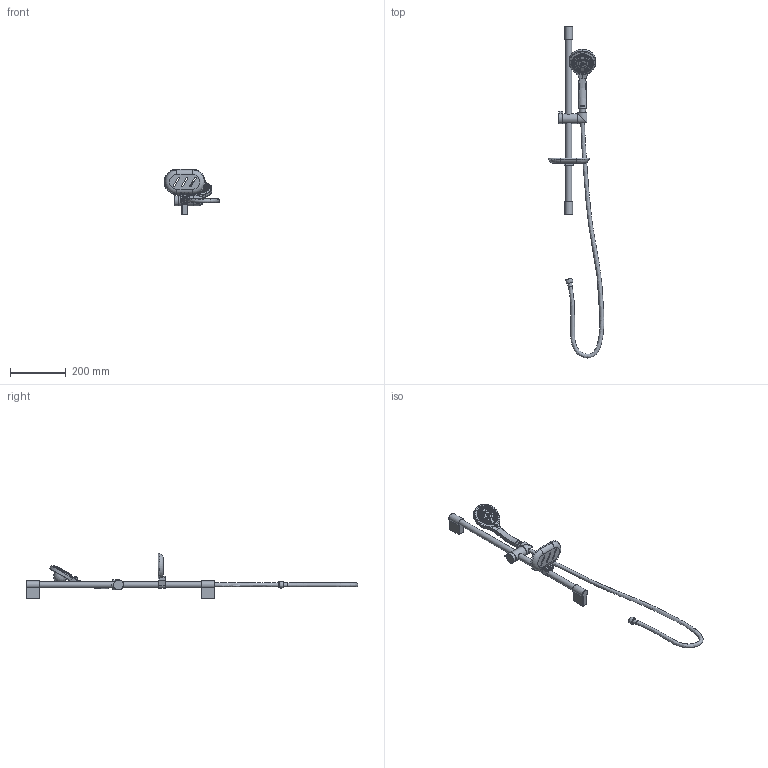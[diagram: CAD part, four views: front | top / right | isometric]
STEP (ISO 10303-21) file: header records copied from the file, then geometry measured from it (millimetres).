
FILE_DESCRIPTION (( 'STEP AP203' ), '1' );
FILE_NAME ('99-P00183.STEP', '2021-03-15T11:07:40', ( '' ), ( '' ), 'SwSTEP 2.0', 'SolidWorks 2018', '' );
FILE_SCHEMA (( 'CONFIG_CONTROL_DESIGN' ));
Length unit declared in the file: millimetre
Products named in the file (1): 99-P00183
Bounding box: 200.45 x 1195.08 x 163.99 mm (x, y, z)
Volume: 829267.4 mm3; surface area: 222377.1 mm2
Topology: 9 solids, 9 shells, 497 faces, 1102 edges, 698 vertices
Faces by surface type: plane 202, cylinder 141, torus 99, bspline 42, sphere 9, cone 4
Full cylindrical faces by diameter (mm): 2 x9, 4 x69, 8.8 x1, 14 x1, 15 x1, 15.05 x1, 17 x1, 17.8 x1, 18.25 x1, 18.4 x1, 18.8 x1, 20 x1, 20.8 x1, 22 x2, 35 x2, 36 x1
Entity records: 20018 total; most frequent: CARTESIAN_POINT 10409, DIRECTION 1931, ORIENTED_EDGE 1668, EDGE_CURVE 834, AXIS2_PLACEMENT_3D 816, EDGE_LOOP 777, FACE_OUTER_BOUND 666, VERTEX_POINT 619
